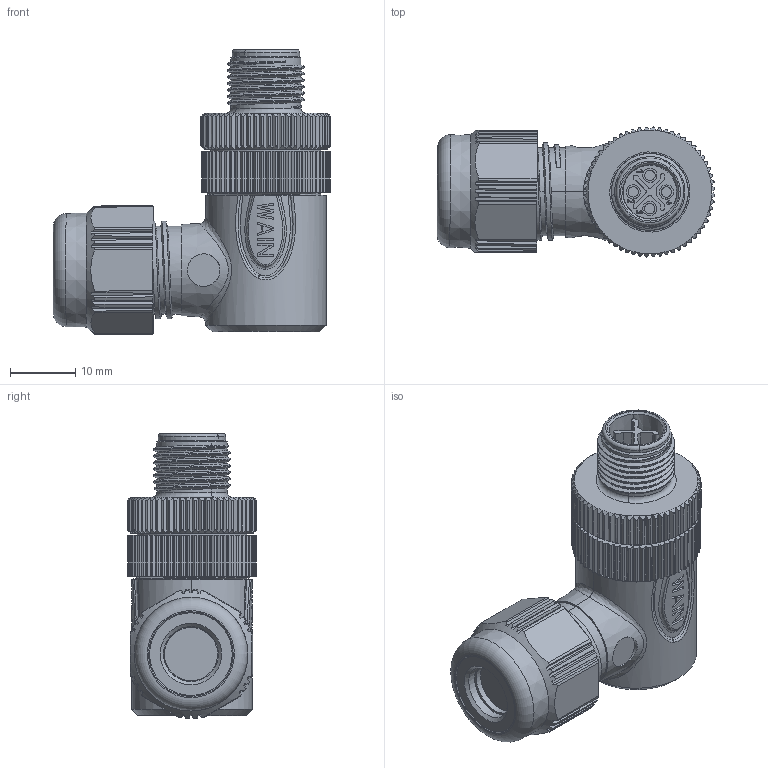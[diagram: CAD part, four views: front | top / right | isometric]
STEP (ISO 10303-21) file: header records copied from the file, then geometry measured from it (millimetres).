
FILE_DESCRIPTION(/* description */ (''),/* implementation_level */ '2;1');
FILE_NAME(/* name */ '3D-M12-MC04S-S-D8.stp',/* time_stamp */ '2023-09-19T08:53:09+08:00',/* author */ (''),/* organization */ (''),/* preprocessor_version */ 'ST-DEVELOPER v18.1',/* originating_system */ 'SIEMENS PLM Software NX 1980',/* authorisation */ '');
FILE_SCHEMA (('AUTOMOTIVE_DESIGN { 1 0 10303 214 3 1 1 1 }'));
Length unit declared in the file: millimetre
Products named in the file (1): 1111
Bounding box: 42.67 x 19.98 x 43.8 mm (x, y, z)
Volume: 15049.1 mm3; surface area: 6683.2 mm2
Topology: 1 solids, 2 shells, 1022 faces, 2677 edges, 1698 vertices
Faces by surface type: plane 462, cylinder 340, cone 169, bspline 34, torus 9, extrusion 8
Full cylindrical faces by diameter (mm): 1.6 x4, 8.2 x1, 8.45 x1, 11 x1, 15.26 x1, 16.898 x1
Entity records: 39026 total; most frequent: CARTESIAN_POINT 15219, ORIENTED_EDGE 5288, DIRECTION 4492, EDGE_CURVE 2644, VERTEX_POINT 1684, AXIS2_PLACEMENT_3D 1675, VECTOR 1142, LINE 1134
